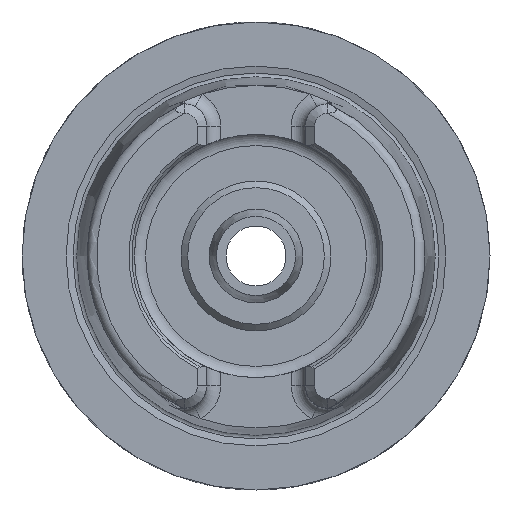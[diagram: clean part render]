
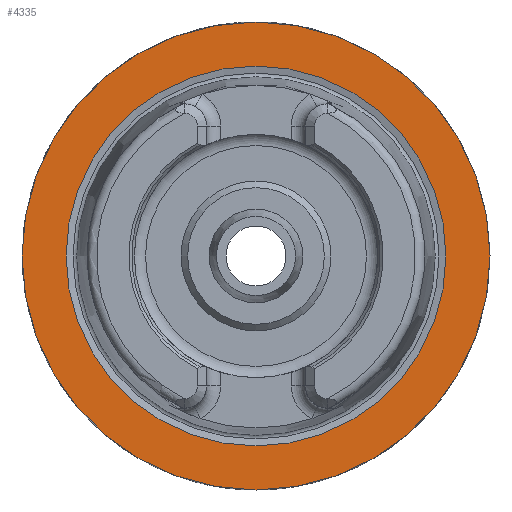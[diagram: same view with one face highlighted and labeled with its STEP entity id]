
A CAD part, left-side view. The second image highlights one B-rep face of the part: STEP entity #4335.
In plain terms, the highlighted planar face has unit normal (-1, 0, 0).
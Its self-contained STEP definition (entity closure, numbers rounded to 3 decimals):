
#4301=CARTESIAN_POINT('',(0.0,20.296,0.0));
#4302=VERTEX_POINT('',#4301);
#4303=CARTESIAN_POINT('',(0.0,0.0,0.0));
#4304=DIRECTION('',(1.0,0.0,0.0));
#4305=DIRECTION('',(0.0,1.0,0.0));
#4306=AXIS2_PLACEMENT_3D('',#4303,#4304,#4305);
#4307=CIRCLE('',#4306,20.296);
#4308=EDGE_CURVE('',#4302,#4302,#4307,.T.);
#4316=CARTESIAN_POINT('',(0.0,22.648,0.0));
#4317=DIRECTION('',(-1.0,0.0,0.0));
#4318=DIRECTION('',(0.0,0.0,1.0));
#4319=AXIS2_PLACEMENT_3D('',#4316,#4317,#4318);
#4320=PLANE('',#4319);
#4321=CARTESIAN_POINT('',(0.0,25.,0.0));
#4322=VERTEX_POINT('',#4321);
#4323=CARTESIAN_POINT('',(0.0,0.0,0.0));
#4324=DIRECTION('',(1.0,0.0,0.0));
#4325=DIRECTION('',(0.0,1.0,0.0));
#4326=AXIS2_PLACEMENT_3D('',#4323,#4324,#4325);
#4327=CIRCLE('',#4326,25.);
#4328=EDGE_CURVE('',#4322,#4322,#4327,.T.);
#4329=ORIENTED_EDGE('',*,*,#4328,.F.);
#4330=EDGE_LOOP('',(#4329));
#4331=FACE_OUTER_BOUND('',#4330,.T.);
#4332=ORIENTED_EDGE('',*,*,#4308,.T.);
#4333=EDGE_LOOP('',(#4332));
#4334=FACE_BOUND('',#4333,.T.);
#4335=ADVANCED_FACE('',(#4331,#4334),#4320,.T.);
